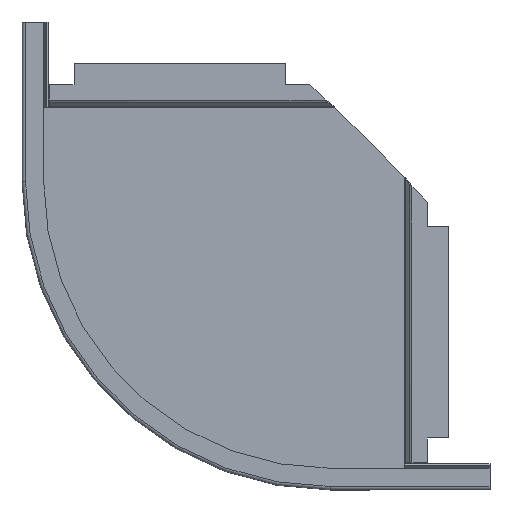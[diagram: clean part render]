
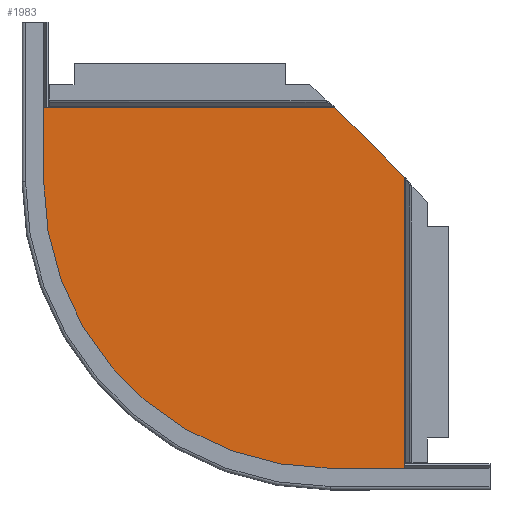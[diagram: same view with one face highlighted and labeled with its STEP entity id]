
A CAD part, front view. The second image highlights one B-rep face of the part: STEP entity #1983.
In plain terms, the highlighted planar face has unit normal (0, -1, 0).
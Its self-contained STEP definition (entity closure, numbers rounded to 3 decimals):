
#25 = VERTEX_POINT ( 'NONE', #1603 ) ;
#49 = LINE ( 'NONE', #153, #160 ) ;
#84 = CARTESIAN_POINT ( 'NONE',  ( 97., -1., -78. ) ) ;
#122 = EDGE_CURVE ( 'NONE', #1850, #2474, #49, .T. ) ;
#153 = CARTESIAN_POINT ( 'NONE',  ( 84., -1., -14. ) ) ;
#160 = VECTOR ( 'NONE', #1356, 1000. ) ;
#161 = CIRCLE ( 'NONE', #234, 196. ) ;
#180 = EDGE_CURVE ( 'NONE', #506, #232, #1054, .T. ) ;
#199 = PLANE ( 'NONE',  #338 ) ;
#202 = CARTESIAN_POINT ( 'NONE',  ( 145., -1., -274. ) ) ;
#215 = ORIENTED_EDGE ( 'NONE', *, *, #850, .F. ) ;
#232 = VERTEX_POINT ( 'NONE', #202 ) ;
#234 = AXIS2_PLACEMENT_3D ( 'NONE', #1839, #1268, #1013 ) ;
#338 = AXIS2_PLACEMENT_3D ( 'NONE', #84, #2326, #485 ) ;
#473 = CARTESIAN_POINT ( 'NONE',  ( 145., -1., -78. ) ) ;
#485 = DIRECTION ( 'NONE',  ( 0., 0., -1. ) ) ;
#495 = VECTOR ( 'NONE', #1561, 1000. ) ;
#506 = VERTEX_POINT ( 'NONE', #1942 ) ;
#615 = VERTEX_POINT ( 'NONE', #1165 ) ;
#626 = LINE ( 'NONE', #1010, #495 ) ;
#709 = EDGE_CURVE ( 'NONE', #1937, #615, #811, .T. ) ;
#754 = EDGE_CURVE ( 'NONE', #2376, #2474, #2298, .T. ) ;
#765 = CARTESIAN_POINT ( 'NONE',  ( 97., -1., -30. ) ) ;
#811 = LINE ( 'NONE', #1627, #1946 ) ;
#850 = EDGE_CURVE ( 'NONE', #506, #1937, #161, .T. ) ;
#855 = ORIENTED_EDGE ( 'NONE', *, *, #1808, .F. ) ;
#908 = VECTOR ( 'NONE', #1146, 1000. ) ;
#931 = DIRECTION ( 'NONE',  ( 0., 0., 1. ) ) ;
#976 = FACE_OUTER_BOUND ( 'NONE', #2115, .T. ) ;
#1010 = CARTESIAN_POINT ( 'NONE',  ( -84., -1., -30. ) ) ;
#1013 = DIRECTION ( 'NONE',  ( 0., 0., -1. ) ) ;
#1054 = LINE ( 'NONE', #1976, #1736 ) ;
#1146 = DIRECTION ( 'NONE',  ( 1., 0., 0. ) ) ;
#1165 = CARTESIAN_POINT ( 'NONE',  ( -99., -1., -30. ) ) ;
#1227 = LINE ( 'NONE', #2060, #1612 ) ;
#1268 = DIRECTION ( 'NONE',  ( 0., 1., 0. ) ) ;
#1322 = ORIENTED_EDGE ( 'NONE', *, *, #709, .F. ) ;
#1335 = ORIENTED_EDGE ( 'NONE', *, *, #180, .T. ) ;
#1356 = DIRECTION ( 'NONE',  ( 0.707, 0., -0.707 ) ) ;
#1483 = ORIENTED_EDGE ( 'NONE', *, *, #1985, .F. ) ;
#1561 = DIRECTION ( 'NONE',  ( 1., 0., 0. ) ) ;
#1589 = DIRECTION ( 'NONE',  ( 0., 0., 1. ) ) ;
#1603 = CARTESIAN_POINT ( 'NONE',  ( -84., -1., -30. ) ) ;
#1612 = VECTOR ( 'NONE', #1589, 1000. ) ;
#1627 = CARTESIAN_POINT ( 'NONE',  ( -99., -1., -30. ) ) ;
#1674 = LINE ( 'NONE', #765, #908 ) ;
#1736 = VECTOR ( 'NONE', #1769, 1000. ) ;
#1739 = ORIENTED_EDGE ( 'NONE', *, *, #754, .T. ) ;
#1751 = CARTESIAN_POINT ( 'NONE',  ( 100., -1., -30. ) ) ;
#1769 = DIRECTION ( 'NONE',  ( 1., 0., 0. ) ) ;
#1770 = CARTESIAN_POINT ( 'NONE',  ( -99., -1., -78. ) ) ;
#1774 = EDGE_CURVE ( 'NONE', #232, #2376, #1227, .T. ) ;
#1803 = CARTESIAN_POINT ( 'NONE',  ( 145., -1., -75. ) ) ;
#1808 = EDGE_CURVE ( 'NONE', #615, #25, #626, .T. ) ;
#1839 = CARTESIAN_POINT ( 'NONE',  ( 97., -1., -78. ) ) ;
#1850 = VERTEX_POINT ( 'NONE', #1751 ) ;
#1937 = VERTEX_POINT ( 'NONE', #1770 ) ;
#1942 = CARTESIAN_POINT ( 'NONE',  ( 97., -1., -274. ) ) ;
#1946 = VECTOR ( 'NONE', #931, 1000. ) ;
#1957 = ORIENTED_EDGE ( 'NONE', *, *, #122, .F. ) ;
#1976 = CARTESIAN_POINT ( 'NONE',  ( 145., -1., -274. ) ) ;
#1983 = ADVANCED_FACE ( 'NONE', ( #976 ), #199, .T. ) ;
#1985 = EDGE_CURVE ( 'NONE', #25, #1850, #1674, .T. ) ;
#2060 = CARTESIAN_POINT ( 'NONE',  ( 145., -1., -259. ) ) ;
#2114 = DIRECTION ( 'NONE',  ( 0., 0., 1. ) ) ;
#2115 = EDGE_LOOP ( 'NONE', ( #1483, #855, #1322, #215, #1335, #2370, #1739, #1957 ) ) ;
#2182 = VECTOR ( 'NONE', #2114, 1000. ) ;
#2264 = CARTESIAN_POINT ( 'NONE',  ( 145., -1., -259. ) ) ;
#2298 = LINE ( 'NONE', #473, #2182 ) ;
#2326 = DIRECTION ( 'NONE',  ( 0., -1., 0. ) ) ;
#2370 = ORIENTED_EDGE ( 'NONE', *, *, #1774, .T. ) ;
#2376 = VERTEX_POINT ( 'NONE', #2264 ) ;
#2474 = VERTEX_POINT ( 'NONE', #1803 ) ;
